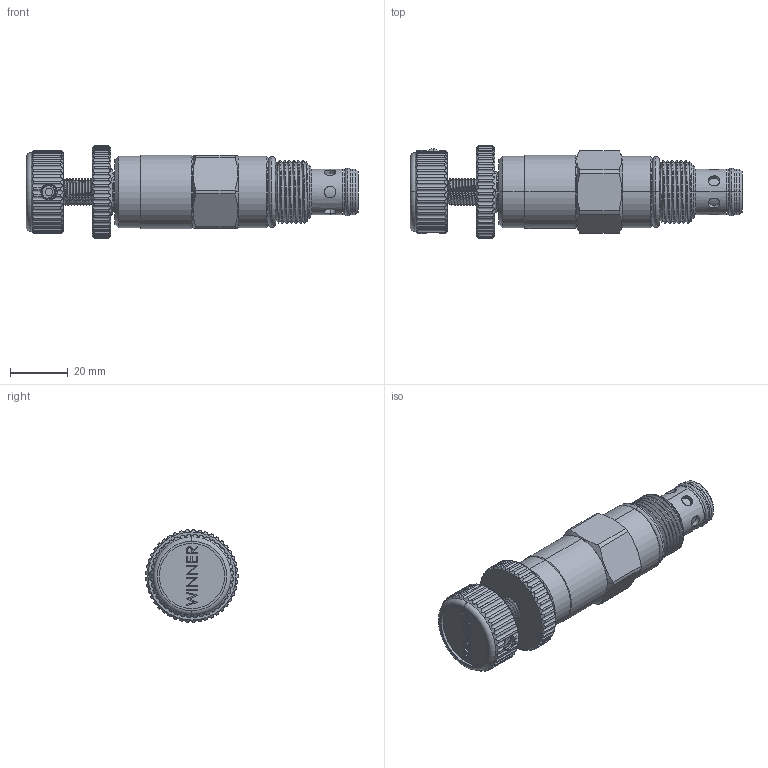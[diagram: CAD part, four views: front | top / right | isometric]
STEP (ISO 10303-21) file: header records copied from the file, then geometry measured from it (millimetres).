
FILE_DESCRIPTION (( 'STEP AP203' ), '1' );
FILE_NAME ('RD10W20-K.STEP', '2021-07-16T01:39:11', ( '' ), ( '' ), 'SwSTEP 2.0', 'SolidWorks 2018', '' );
FILE_SCHEMA (( 'CONFIG_CONTROL_DESIGN' ));
Length unit declared in the file: millimetre
Products named in the file (1): RD10W20-K
Bounding box: 115.4 x 32.18 x 32.2 mm (x, y, z)
Volume: 49169 mm3; surface area: 13987.6 mm2
Topology: 3 solids, 4 shells, 501 faces, 1350 edges, 887 vertices
Faces by surface type: cylinder 325, plane 108, cone 39, torus 14, bspline 13, sphere 2
Entity records: 28570 total; most frequent: CARTESIAN_POINT 16543, ORIENTED_EDGE 2700, DIRECTION 2254, EDGE_CURVE 1350, VERTEX_POINT 887, AXIS2_PLACEMENT_3D 842, LINE 570, VECTOR 570
